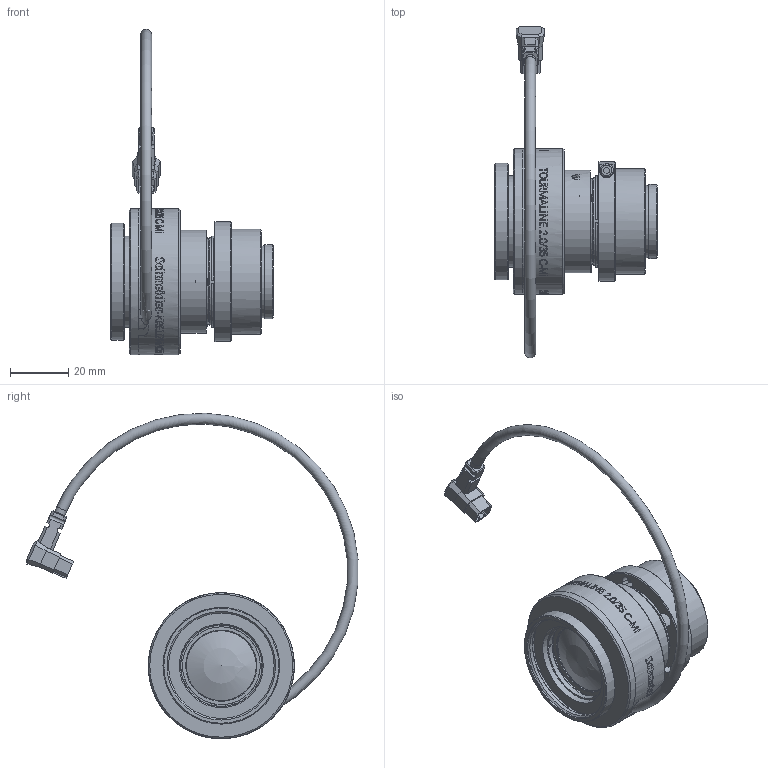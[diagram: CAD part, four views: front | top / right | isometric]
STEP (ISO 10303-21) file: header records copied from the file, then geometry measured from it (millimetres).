
FILE_DESCRIPTION(/* description */ (''),/* implementation_level */ '2;1');
FILE_NAME(/* name */ '1076612_00164906_001.stp',/* time_stamp */ '2021-10-05T11:47:16+02:00',/* author */ (''),/* organization */ (''),/* preprocessor_version */ 'ST-DEVELOPER v16',/* originating_system */ 'SIEMENS PLM Software NX 10.0',/* authorisation */ '');
FILE_SCHEMA (('AP203_CONFIGURATION_CONTROLLED_3D_DESIGN_OF_MECHANICAL_PARTS_AND_ASSEMBLIES_MIM_LF { 1 0 10303 403 2 1 2}'));
Length unit declared in the file: millimetre
Products named in the file (1): Froe34446FE0hr7n
Bounding box: 55.55 x 113.73 x 111.47 mm (x, y, z)
Volume: 61709.9 mm3; surface area: 24306.1 mm2
Topology: 1 solids, 16 shells, 642 faces, 2084 edges, 1607 vertices
Faces by surface type: plane 335, cylinder 249, cone 44, torus 8, sphere 6
Full cylindrical faces by diameter (mm): 0.5 x4, 1.7 x6, 1.8 x3, 1.9 x3, 2.05 x1, 2.5 x1, 2.7 x3, 3.7 x1, 4 x2, 22.9 x1, 23 x1, 23.7 x1, 24 x1, 24.5 x1, 24.7 x1, 24.8 x1, 24.96 x1, 25.4 x1, 25.7 x1, 26.7 x1, 27.1 x2, 27.2 x1, 27.4 x2, 27.5 x1, 27.8 x1, 27.96 x1, 28.7 x1, 29.3 x1, 29.46 x1, 30 x3
Entity records: 24733 total; most frequent: CARTESIAN_POINT 7470, ORIENTED_EDGE 3847, DIRECTION 2910, EDGE_CURVE 1926, VERTEX_POINT 1554, AXIS2_PLACEMENT_3D 1070, EDGE_LOOP 924, LINE 770
